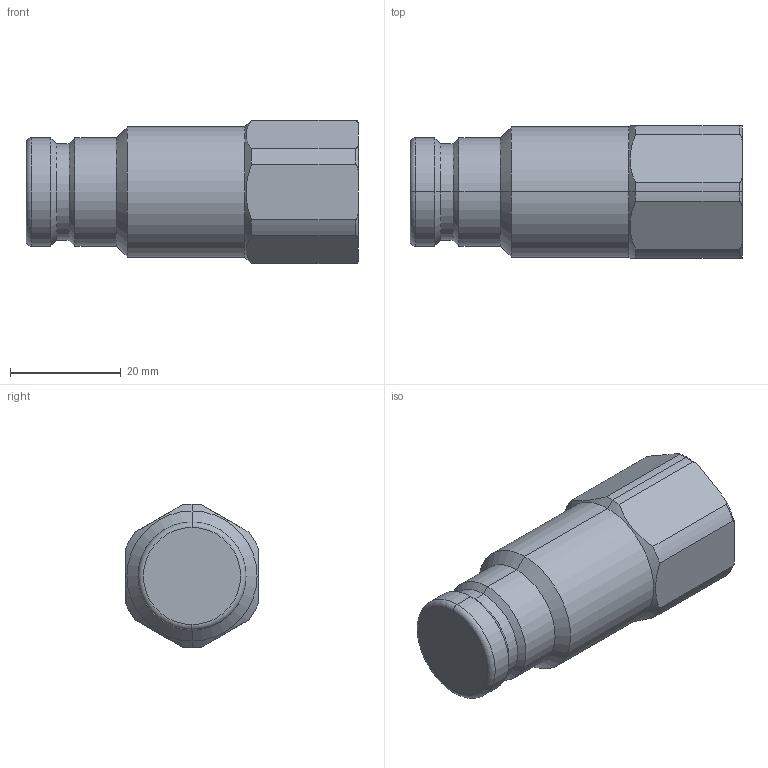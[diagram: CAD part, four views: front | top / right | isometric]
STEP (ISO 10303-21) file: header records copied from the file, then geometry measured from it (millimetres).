
FILE_DESCRIPTION (( 'STEP AP214' ), '1' );
FILE_NAME ('BF09.7102_IC_JV.STEP', '2016-10-12T14:51:38', ( '' ), ( '' ), 'SwSTEP 2.0', 'SolidWorks 2016', '' );
FILE_SCHEMA (( 'AUTOMOTIVE_DESIGN' ));
Length unit declared in the file: millimetre
Products named in the file (1): BF09.7102_IC_JV
Bounding box: 60 x 24 x 26 mm (x, y, z)
Volume: 21429 mm3; surface area: 6263.1 mm2
Topology: 1 solids, 1 shells, 58 faces, 132 edges, 78 vertices
Faces by surface type: cylinder 23, cone 14, torus 11, plane 10
Entity records: 1789 total; most frequent: CARTESIAN_POINT 439, DIRECTION 297, ORIENTED_EDGE 264, EDGE_CURVE 132, AXIS2_PLACEMENT_3D 124, VERTEX_POINT 78, CIRCLE 65, EDGE_LOOP 60
